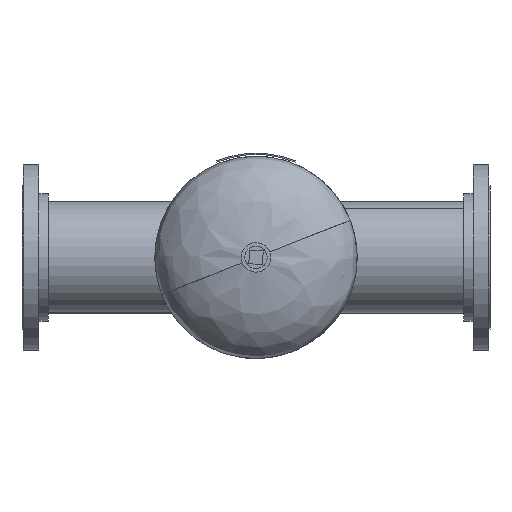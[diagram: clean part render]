
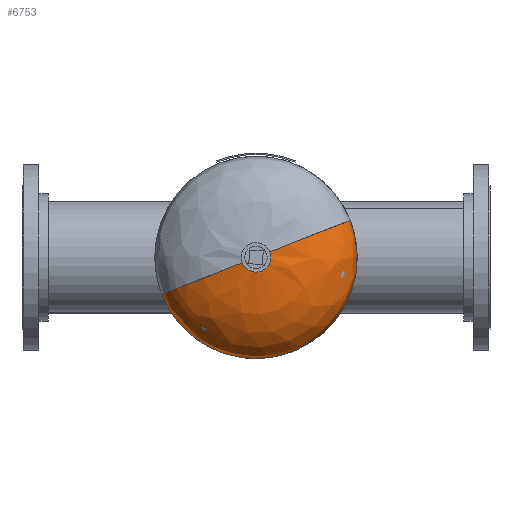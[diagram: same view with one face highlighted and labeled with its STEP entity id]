
A CAD part, front view. The second image highlights one B-rep face of the part: STEP entity #6753.
In plain terms, the highlighted free-form (B-spline) face has degree [3, 3] with [4, 4] control points.
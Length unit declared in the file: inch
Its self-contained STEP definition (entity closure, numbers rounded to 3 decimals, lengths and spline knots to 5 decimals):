
#146 = CARTESIAN_POINT ( 'NONE',  ( 6., 2.62614, 0. ) ) ;
#299 = CARTESIAN_POINT ( 'NONE',  ( 0., 1.0125, 0. ) ) ;
#447 = CARTESIAN_POINT ( 'NONE',  ( 0.27516, 4.03808, -0.6977 ) ) ;
#664 = VERTEX_POINT ( 'NONE', #8394 ) ;
#695 = EDGE_LOOP ( 'NONE', ( #8689, #8572, #8955, #5209, #3866, #1337 ) ) ;
#707 = VERTEX_POINT ( 'NONE', #2798 ) ;
#1046 =( BOUNDED_CURVE ( )  B_SPLINE_CURVE ( 3, ( #10278, #7856, #4517, #9341 ),
 .UNSPECIFIED., .F., .F. ) 
 B_SPLINE_CURVE_WITH_KNOTS ( ( 4, 4 ),
 ( 1.69612, 3.14159 ),
 .UNSPECIFIED. ) 
 CURVE ( )  GEOMETRIC_REPRESENTATION_ITEM ( )  RATIONAL_B_SPLINE_CURVE ( ( 1., 0.833, 0.833, 1. ) ) 
 REPRESENTATION_ITEM ( '' )  );
#1077 = DIRECTION ( 'NONE',  ( 0., -1., 0. ) ) ;
#1126 = CARTESIAN_POINT ( 'NONE',  ( 0., 4.03808, 0. ) ) ;
#1193 = CARTESIAN_POINT ( 'NONE',  ( -6., 2.62614, -12. ) ) ;
#1248 = CARTESIAN_POINT ( 'NONE',  ( -6., 1.0125, 0. ) ) ;
#1337 = ORIENTED_EDGE ( 'NONE', *, *, #4993, .F. ) ;
#1355 = CARTESIAN_POINT ( 'NONE',  ( -6., 1.0125, -12. ) ) ;
#1414 = CARTESIAN_POINT ( 'NONE',  ( 3.9, 3.83638, -7.8 ) ) ;
#1527 = DIRECTION ( 'NONE',  ( 0., -1., 0. ) ) ;
#1722 = CIRCLE ( 'NONE', #6987, 6. ) ;
#1950 = DIRECTION ( 'NONE',  ( 0., 0., -1. ) ) ;
#2027 = CARTESIAN_POINT ( 'NONE',  ( -6., 2.62614, 0. ) ) ;
#2126 = CARTESIAN_POINT ( 'NONE',  ( 6., 2.62614, -12. ) ) ;
#2235 = CARTESIAN_POINT ( 'NONE',  ( 6., 1.0125, 0. ) ) ;
#2297 = VERTEX_POINT ( 'NONE', #4990 ) ;
#2406 = CARTESIAN_POINT ( 'NONE',  ( 6., 1.0125, 0. ) ) ;
#2798 = CARTESIAN_POINT ( 'NONE',  ( -6., 1.0125, 0. ) ) ;
#2997 = AXIS2_PLACEMENT_3D ( 'NONE', #3347, #6704, #10052 ) ;
#3185 = EDGE_CURVE ( 'NONE', #2297, #7230, #5996, .T. ) ;
#3347 = CARTESIAN_POINT ( 'NONE',  ( 0., 4.03808, 0. ) ) ;
#3448 = CARTESIAN_POINT ( 'NONE',  ( 0.75, 4.03808, 0. ) ) ;
#3709 = DIRECTION ( 'NONE',  ( 0., 0., -1. ) ) ;
#3723 = CARTESIAN_POINT ( 'NONE',  ( 3.9, 3.83638, 0. ) ) ;
#3774 = CARTESIAN_POINT ( 'NONE',  ( -0.75, 4.03808, -1.5 ) ) ;
#3866 = ORIENTED_EDGE ( 'NONE', *, *, #5471, .F. ) ;
#3888 = CARTESIAN_POINT ( 'NONE',  ( -3.9, 3.83638, 0. ) ) ;
#4517 = CARTESIAN_POINT ( 'NONE',  ( -6., 2.62614, 0. ) ) ;
#4654 = CARTESIAN_POINT ( 'NONE',  ( -0.75, 4.03808, 0. ) ) ;
#4990 = CARTESIAN_POINT ( 'NONE',  ( -0.75, 4.03808, 0. ) ) ;
#4993 = EDGE_CURVE ( 'NONE', #707, #6432, #1722, .T. ) ;
#5209 = ORIENTED_EDGE ( 'NONE', *, *, #6288, .T. ) ;
#5471 = EDGE_CURVE ( 'NONE', #6432, #664, #5935, .T. ) ;
#5491 = CARTESIAN_POINT ( 'NONE',  ( -3.9, 3.83638, -7.8 ) ) ;
#5661 = CARTESIAN_POINT ( 'NONE',  ( 0., 1.0125, 0. ) ) ;
#5772 = AXIS2_PLACEMENT_3D ( 'NONE', #299, #1077, #3709 ) ;
#5935 = CIRCLE ( 'NONE', #5772, 6. ) ;
#5953 = VERTEX_POINT ( 'NONE', #6608 ) ;
#5996 = CIRCLE ( 'NONE', #2997, 0.75 ) ;
#6253 = CARTESIAN_POINT ( 'NONE',  ( 6., 1.0125, -12. ) ) ;
#6288 = EDGE_CURVE ( 'NONE', #5953, #664, #9677, .T. ) ;
#6373 = AXIS2_PLACEMENT_3D ( 'NONE', #1126, #10289, #1950 ) ;
#6432 = VERTEX_POINT ( 'NONE', #7463 ) ;
#6608 = CARTESIAN_POINT ( 'NONE',  ( 0.75, 4.03808, 0. ) ) ;
#6670 = CIRCLE ( 'NONE', #6373, 0.75 ) ;
#6704 = DIRECTION ( 'NONE',  ( 0., -1., 0. ) ) ;
#6753 = ADVANCED_FACE ( 'NONE', ( #10359 ), #10030, .F. ) ;
#6987 = AXIS2_PLACEMENT_3D ( 'NONE', #5661, #1527, #8000 ) ;
#7230 = VERTEX_POINT ( 'NONE', #447 ) ;
#7463 = CARTESIAN_POINT ( 'NONE',  ( 0., 1.0125, -6. ) ) ;
#7678 = EDGE_CURVE ( 'NONE', #2297, #707, #1046, .T. ) ;
#7681 = CARTESIAN_POINT ( 'NONE',  ( 3.9, 3.83638, 0. ) ) ;
#7856 = CARTESIAN_POINT ( 'NONE',  ( -3.9, 3.83638, 0. ) ) ;
#7998 = CARTESIAN_POINT ( 'NONE',  ( 0.75, 4.03808, 0. ) ) ;
#8000 = DIRECTION ( 'NONE',  ( 0., 0., -1. ) ) ;
#8394 = CARTESIAN_POINT ( 'NONE',  ( 6., 1.0125, 0. ) ) ;
#8572 = ORIENTED_EDGE ( 'NONE', *, *, #3185, .T. ) ;
#8689 = ORIENTED_EDGE ( 'NONE', *, *, #7678, .F. ) ;
#8777 = CARTESIAN_POINT ( 'NONE',  ( 6., 2.62614, 0. ) ) ;
#8885 = CARTESIAN_POINT ( 'NONE',  ( 0.75, 4.03808, -1.5 ) ) ;
#8955 = ORIENTED_EDGE ( 'NONE', *, *, #9423, .T. ) ;
#9341 = CARTESIAN_POINT ( 'NONE',  ( -6., 1.0125, 0. ) ) ;
#9423 = EDGE_CURVE ( 'NONE', #7230, #5953, #6670, .T. ) ;
#9677 =( BOUNDED_CURVE ( )  B_SPLINE_CURVE ( 3, ( #3448, #7681, #146, #2406 ),
 .UNSPECIFIED., .F., .T. ) 
 B_SPLINE_CURVE_WITH_KNOTS ( ( 4, 4 ),
 ( 1.69612, 3.14159 ),
 .UNSPECIFIED. ) 
 CURVE ( )  GEOMETRIC_REPRESENTATION_ITEM ( )  RATIONAL_B_SPLINE_CURVE ( ( 1., 0.833, 0.833, 1. ) ) 
 REPRESENTATION_ITEM ( '' )  );
#10030 =( BOUNDED_SURFACE ( )  B_SPLINE_SURFACE ( 3, 3, ( 
 ( #4654, #3774, #8885, #7998 ),
 ( #3888, #5491, #1414, #3723 ),
 ( #2027, #1193, #2126, #8777 ),
 ( #1248, #1355, #6253, #2235 ) ),
 .UNSPECIFIED., .F., .F., .F. ) 
 B_SPLINE_SURFACE_WITH_KNOTS ( ( 4, 4 ),
 ( 4, 4 ),
 ( 0., 1. ),
 ( 0., 1. ),
 .UNSPECIFIED. ) 
 GEOMETRIC_REPRESENTATION_ITEM ( )  RATIONAL_B_SPLINE_SURFACE ( (
 ( 1., 0.333, 0.333, 1.),
 ( 0.833, 0.278, 0.278, 0.833),
 ( 0.833, 0.278, 0.278, 0.833),
 ( 1., 0.333, 0.333, 1.) ) ) 
 REPRESENTATION_ITEM ( '' )  SURFACE ( )  );
#10052 = DIRECTION ( 'NONE',  ( 0., 0., -1. ) ) ;
#10278 = CARTESIAN_POINT ( 'NONE',  ( -0.75, 4.03808, 0. ) ) ;
#10289 = DIRECTION ( 'NONE',  ( 0., -1., 0. ) ) ;
#10359 = FACE_OUTER_BOUND ( 'NONE', #695, .T. ) ;
